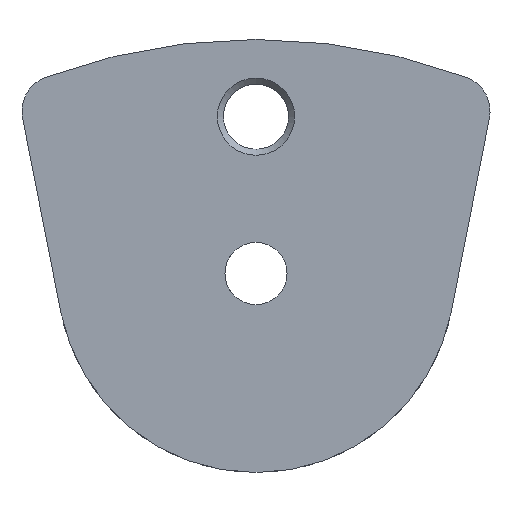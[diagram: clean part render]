
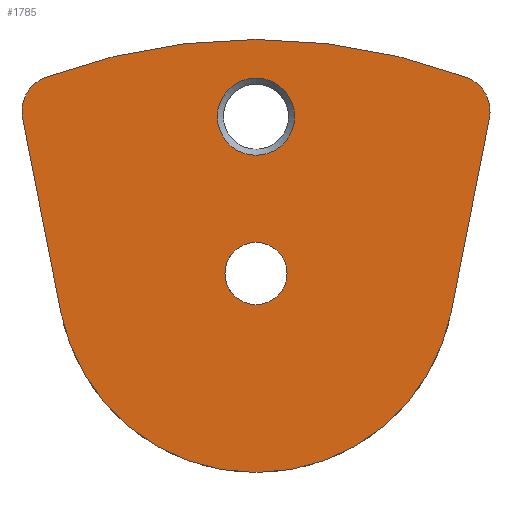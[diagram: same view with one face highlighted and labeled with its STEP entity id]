
A CAD part, front view. The second image highlights one B-rep face of the part: STEP entity #1785.
In plain terms, the highlighted planar face has unit normal (0, -1, 0).
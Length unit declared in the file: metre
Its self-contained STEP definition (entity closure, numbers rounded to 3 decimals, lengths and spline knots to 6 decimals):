
#102=PLANE('',#1903);
#183=LINE('',#9447,#275);
#185=LINE('',#9451,#277);
#275=VECTOR('',#2147,1.);
#277=VECTOR('',#2151,1.);
#846=ORIENTED_EDGE('',*,*,#1203,.T.);
#847=ORIENTED_EDGE('',*,*,#1204,.T.);
#848=ORIENTED_EDGE('',*,*,#1172,.T.);
#849=ORIENTED_EDGE('',*,*,#1163,.T.);
#850=ORIENTED_EDGE('',*,*,#1166,.F.);
#851=ORIENTED_EDGE('',*,*,#1168,.F.);
#852=ORIENTED_EDGE('',*,*,#1170,.F.);
#853=ORIENTED_EDGE('',*,*,#1205,.F.);
#1163=EDGE_CURVE('',#1362,#1363,#1411,.T.);
#1166=EDGE_CURVE('',#1364,#1363,#1412,.T.);
#1168=EDGE_CURVE('',#1365,#1364,#1413,.T.);
#1170=EDGE_CURVE('',#1366,#1365,#183,.T.);
#1172=EDGE_CURVE('',#1367,#1362,#185,.T.);
#1203=EDGE_CURVE('',#1386,#1386,#1422,.T.);
#1204=EDGE_CURVE('',#1366,#1367,#1423,.T.);
#1205=EDGE_CURVE('',#1387,#1387,#1424,.T.);
#1362=VERTEX_POINT('',#9434);
#1363=VERTEX_POINT('',#9435);
#1364=VERTEX_POINT('',#9440);
#1365=VERTEX_POINT('',#9444);
#1366=VERTEX_POINT('',#9448);
#1367=VERTEX_POINT('',#9452);
#1386=VERTEX_POINT('',#9553);
#1387=VERTEX_POINT('',#9556);
#1411=CIRCLE('',#1876,0.003);
#1412=CIRCLE('',#1878,0.05);
#1413=CIRCLE('',#1880,0.003);
#1422=CIRCLE('',#1904,0.0032);
#1423=CIRCLE('',#1905,0.0165);
#1424=CIRCLE('',#1906,0.002575);
#1528=EDGE_LOOP('',(#846));
#1529=EDGE_LOOP('',(#847,#848,#849,#850,#851,#852));
#1530=EDGE_LOOP('',(#853));
#1655=FACE_BOUND('',#1528,.T.);
#1656=FACE_BOUND('',#1529,.T.);
#1657=FACE_BOUND('',#1530,.T.);
#1785=ADVANCED_FACE('',(#1655,#1656,#1657),#102,.T.);
#1876=AXIS2_PLACEMENT_3D('',#9433,#2131,#2132);
#1878=AXIS2_PLACEMENT_3D('',#9439,#2137,#2138);
#1880=AXIS2_PLACEMENT_3D('',#9443,#2142,#2143);
#1903=AXIS2_PLACEMENT_3D('',#9551,#2201,#2202);
#1904=AXIS2_PLACEMENT_3D('',#9552,#2203,#2204);
#1905=AXIS2_PLACEMENT_3D('',#9554,#2205,#2206);
#1906=AXIS2_PLACEMENT_3D('',#9555,#2207,#2208);
#2131=DIRECTION('',(0.,-1.,0.));
#2132=DIRECTION('',(0.,0.,-1.));
#2137=DIRECTION('',(0.,1.,0.));
#2138=DIRECTION('',(0.,0.,-1.));
#2142=DIRECTION('',(0.,1.,0.));
#2143=DIRECTION('',(0.,0.,-1.));
#2147=DIRECTION('',(-0.193,0.,0.981));
#2151=DIRECTION('',(0.193,0.,0.981));
#2201=DIRECTION('',(0.,-1.,0.));
#2202=DIRECTION('',(0.,0.,-1.));
#2203=DIRECTION('',(0.,1.,0.));
#2204=DIRECTION('',(0.,0.,1.));
#2205=DIRECTION('',(0.,-1.,0.));
#2206=DIRECTION('',(0.,0.,-1.));
#2207=DIRECTION('',(0.,-1.,0.));
#2208=DIRECTION('',(0.,0.,-1.));
#9433=CARTESIAN_POINT('',(0.0164,0.,0.013446));
#9434=CARTESIAN_POINT('',(0.019344,0.,0.012867));
#9435=CARTESIAN_POINT('',(0.017447,0.,0.016257));
#9439=CARTESIAN_POINT('',(0.,0.,-0.0306));
#9440=CARTESIAN_POINT('',(-0.017447,0.,0.016257));
#9443=CARTESIAN_POINT('',(-0.0164,0.,0.013446));
#9444=CARTESIAN_POINT('',(-0.019344,0.,0.012867));
#9447=CARTESIAN_POINT('',(-0.01619,0.,-0.003181));
#9448=CARTESIAN_POINT('',(-0.01619,0.,-0.003181));
#9451=CARTESIAN_POINT('',(0.01619,0.,-0.003181));
#9452=CARTESIAN_POINT('',(0.01619,0.,-0.003181));
#9551=CARTESIAN_POINT('',(0.,0.,0.));
#9552=CARTESIAN_POINT('',(0.,0.,0.013));
#9553=CARTESIAN_POINT('',(0.,0.,0.0162));
#9554=CARTESIAN_POINT('',(0.,0.,0.));
#9555=CARTESIAN_POINT('',(0.,0.,0.));
#9556=CARTESIAN_POINT('',(0.,0.,-0.002575));
